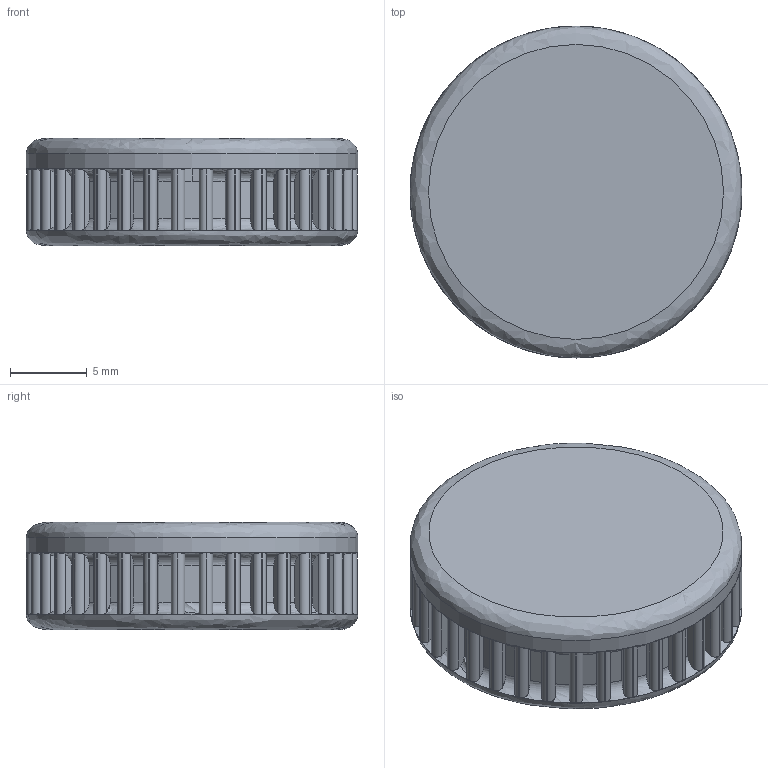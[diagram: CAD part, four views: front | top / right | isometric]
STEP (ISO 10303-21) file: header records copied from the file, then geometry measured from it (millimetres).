
FILE_DESCRIPTION(('HOOPS Exchange Step'),'2;1');
FILE_NAME('temp_export','2024-01-27T22:40:33+19:00',('jscotto'),('Shapr3D Limited'),'HOOPS Exchange 2023.2','Shapr3D','Authorized');
FILE_SCHEMA( ('AUTOMOTIVE_DESIGN { 1 0 10303 214 1 1 1 1 }') );
Length unit declared in the file: millimetre
Products named in the file (2): B; Top
Assembly tree (1 placements, depth 2):
  Top
    B
Bounding box: 21.6 x 21.6 x 7 mm (x, y, z)
Volume: 2336.6 mm3; surface area: 2900.8 mm2
Topology: 3 solids, 3 shells, 338 faces, 990 edges, 667 vertices
Faces by surface type: cylinder 129, plane 125, extrusion 72, bspline 12
Full cylindrical faces by diameter (mm): 21.6 x1
Entity records: 21788 total; most frequent: CARTESIAN_POINT 14085, ORIENTED_EDGE 1980, DIRECTION 1055, EDGE_CURVE 990, VERTEX_POINT 667, B_SPLINE_CURVE_WITH_KNOTS 451, VECTOR 387, EDGE_LOOP 357
